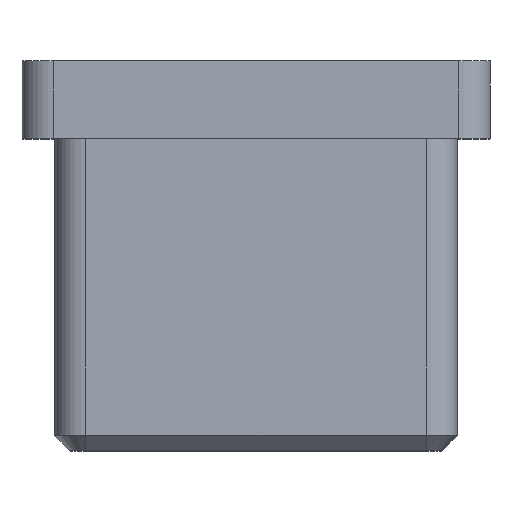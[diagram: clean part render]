
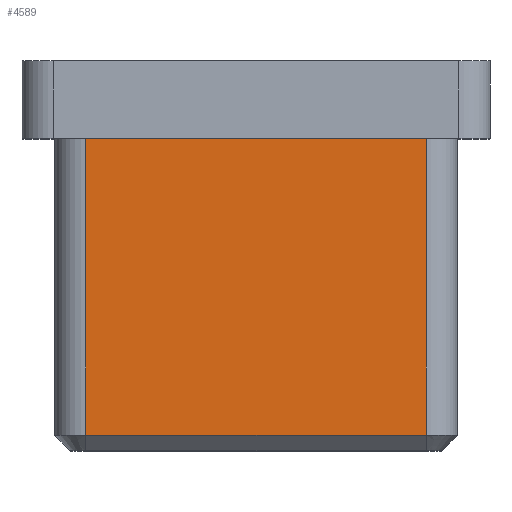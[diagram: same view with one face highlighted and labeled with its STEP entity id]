
A CAD part, top view. The second image highlights one B-rep face of the part: STEP entity #4589.
In plain terms, the highlighted planar face has unit normal (0, 0, 1).
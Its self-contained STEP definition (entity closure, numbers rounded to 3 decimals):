
#372 = CARTESIAN_POINT ( 'NONE',  ( 10.9, -20., 12.9 ) ) ;
#675 = EDGE_CURVE ( 'NONE', #17185, #14687, #14246, .T. ) ;
#1245 = DIRECTION ( 'NONE',  ( 1., 0., 0. ) ) ;
#2607 = DIRECTION ( 'NONE',  ( 0., 0., -1. ) ) ;
#2773 = CARTESIAN_POINT ( 'NONE',  ( 10.9, -19., 12.9 ) ) ;
#3705 = ORIENTED_EDGE ( 'NONE', *, *, #8198, .T. ) ;
#3899 = CARTESIAN_POINT ( 'NONE',  ( -12.9, -20., 12.9 ) ) ;
#4303 = ORIENTED_EDGE ( 'NONE', *, *, #675, .T. ) ;
#4589 = ADVANCED_FACE ( 'NONE', ( #5170 ), #9534, .F. ) ;
#5170 = FACE_OUTER_BOUND ( 'NONE', #11985, .T. ) ;
#7676 = VECTOR ( 'NONE', #16742, 1000. ) ;
#8016 = DIRECTION ( 'NONE',  ( -1., 0., 0. ) ) ;
#8198 = EDGE_CURVE ( 'NONE', #12377, #14442, #13326, .T. ) ;
#8907 = VECTOR ( 'NONE', #12703, 1000. ) ;
#8920 = EDGE_CURVE ( 'NONE', #14687, #12377, #16077, .T. ) ;
#9384 = CARTESIAN_POINT ( 'NONE',  ( 10.9, -19., 12.9 ) ) ;
#9534 = PLANE ( 'NONE',  #10466 ) ;
#9742 = CARTESIAN_POINT ( 'NONE',  ( -12.9, 0., 12.9 ) ) ;
#10018 = EDGE_CURVE ( 'NONE', #14442, #17185, #13517, .T. ) ;
#10466 = AXIS2_PLACEMENT_3D ( 'NONE', #3899, #2607, #8016 ) ;
#11642 = CARTESIAN_POINT ( 'NONE',  ( -10.9, -19., 12.9 ) ) ;
#11985 = EDGE_LOOP ( 'NONE', ( #3705, #14239, #4303, #16168 ) ) ;
#12082 = CARTESIAN_POINT ( 'NONE',  ( 10.9, 0., 12.9 ) ) ;
#12377 = VERTEX_POINT ( 'NONE', #16298 ) ;
#12703 = DIRECTION ( 'NONE',  ( -1., 0., 0. ) ) ;
#12888 = VECTOR ( 'NONE', #1245, 1000. ) ;
#13326 = LINE ( 'NONE', #16971, #13752 ) ;
#13517 = LINE ( 'NONE', #9384, #12888 ) ;
#13752 = VECTOR ( 'NONE', #14520, 1000. ) ;
#14239 = ORIENTED_EDGE ( 'NONE', *, *, #10018, .T. ) ;
#14246 = LINE ( 'NONE', #372, #7676 ) ;
#14442 = VERTEX_POINT ( 'NONE', #11642 ) ;
#14520 = DIRECTION ( 'NONE',  ( 0., -1., 0. ) ) ;
#14687 = VERTEX_POINT ( 'NONE', #12082 ) ;
#16077 = LINE ( 'NONE', #9742, #8907 ) ;
#16168 = ORIENTED_EDGE ( 'NONE', *, *, #8920, .T. ) ;
#16298 = CARTESIAN_POINT ( 'NONE',  ( -10.9, 0., 12.9 ) ) ;
#16742 = DIRECTION ( 'NONE',  ( 0., 1., 0. ) ) ;
#16971 = CARTESIAN_POINT ( 'NONE',  ( -10.9, -20., 12.9 ) ) ;
#17185 = VERTEX_POINT ( 'NONE', #2773 ) ;
